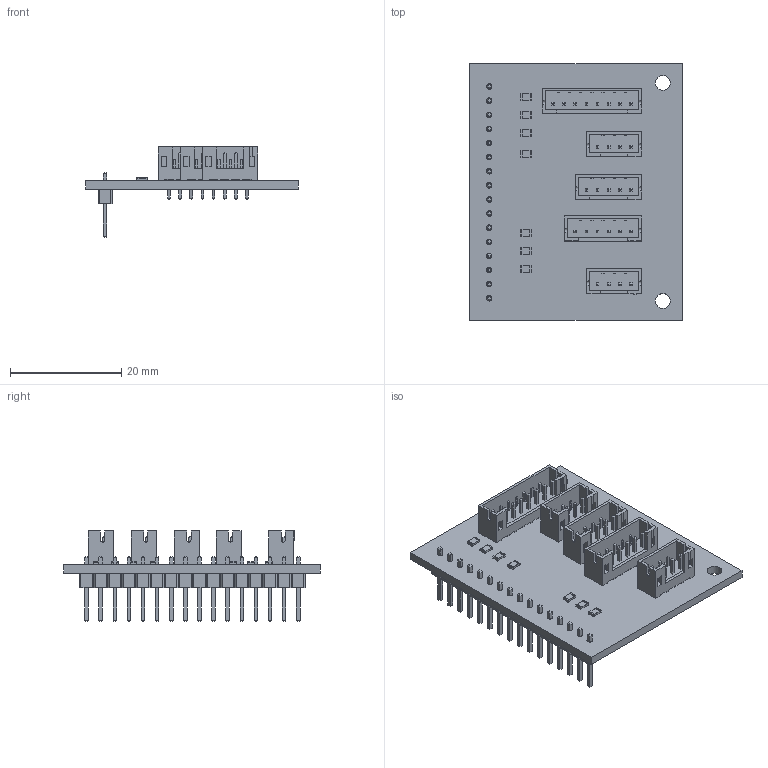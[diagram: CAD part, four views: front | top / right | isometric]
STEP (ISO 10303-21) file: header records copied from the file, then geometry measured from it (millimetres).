
FILE_DESCRIPTION(('KiCad electronic assembly'),'2;1');
FILE_NAME('Janus IO card.step','2025-06-17T22:25:53',('Pcbnew'),('Kicad' ),'Open CASCADE STEP processor 7.8','KiCad to STEP converter', 'Unknown');
FILE_SCHEMA(('AUTOMOTIVE_DESIGN { 1 0 10303 214 1 1 1 1 }'));
Length unit declared in the file: millimetre
Products named in the file (8): Janus IO card 1; R_0805_2012Metric; JST_PH_B4B-PH-K_1x04_P2.00mm_Vertical; JST_PH_B6B-PH-K_1x06_P2.00mm_Vertical; JST_PH_B5B-PH-K_1x05_P2.00mm_Vertical; JST_PH_B8B-PH-K_1x08_P2.00mm_Vertical; PinHeader_1x16_P2.54mm_Vertical; Janus IO card_PCB
Assembly tree (14 placements, depth 2):
  Janus IO card 1
    R_0805_2012Metric  x7
    JST_PH_B4B-PH-K_1x04_P2.00mm_Vertical  x2
    JST_PH_B6B-PH-K_1x06_P2.00mm_Vertical
    JST_PH_B5B-PH-K_1x05_P2.00mm_Vertical
    JST_PH_B8B-PH-K_1x08_P2.00mm_Vertical
    PinHeader_1x16_P2.54mm_Vertical
    Janus IO card_PCB
Bounding box: 38.25 x 46.25 x 16.22 mm (x, y, z)
Volume: 3733.2 mm3; surface area: 7105.2 mm2
Topology: 14 solids, 14 shells, 1562 faces, 4027 edges, 2574 vertices
Faces by surface type: plane 1451, cylinder 111
Full cylindrical faces by diameter (mm): 0.75 x27, 1 x16, 2.7 x2
Entity records: 45883 total; most frequent: CARTESIAN_POINT 6549, ORIENTED_EDGE 6446, DIRECTION 5889, EDGE_CURVE 3223, LINE 3101, VECTOR 3101, VERTEX_POINT 2054, FACE_BOUND 1437
